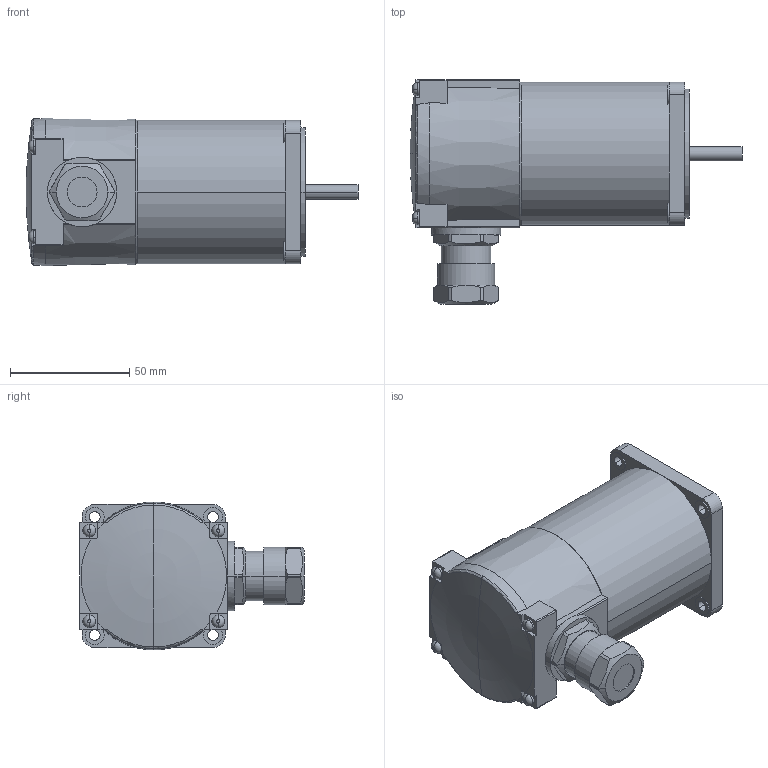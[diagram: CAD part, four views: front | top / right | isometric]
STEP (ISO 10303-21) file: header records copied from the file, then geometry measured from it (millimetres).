
FILE_DESCRIPTION( ( '' ), '1' );
FILE_NAME( '2IK6A-B.stp', '2008-07-10T10:00:57', ( '' ), ( '' ), ' ', ' ', ' ' );
FILE_SCHEMA( ( 'CONFIG_CONTROL_DESIGN' ) );
Length unit declared in the file: millimetre
Products named in the file (1): 1
Bounding box: 139 x 94 x 61.78 mm (x, y, z)
Volume: 356627 mm3; surface area: 34423.6 mm2
Topology: 1 solids, 1 shells, 211 faces, 555 edges, 360 vertices
Faces by surface type: cylinder 96, plane 83, cone 18, torus 14
Entity records: 6718 total; most frequent: CARTESIAN_POINT 1349, DIRECTION 1184, ORIENTED_EDGE 1106, EDGE_CURVE 553, AXIS2_PLACEMENT_3D 475, VERTEX_POINT 360, CIRCLE 263, EDGE_LOOP 235
